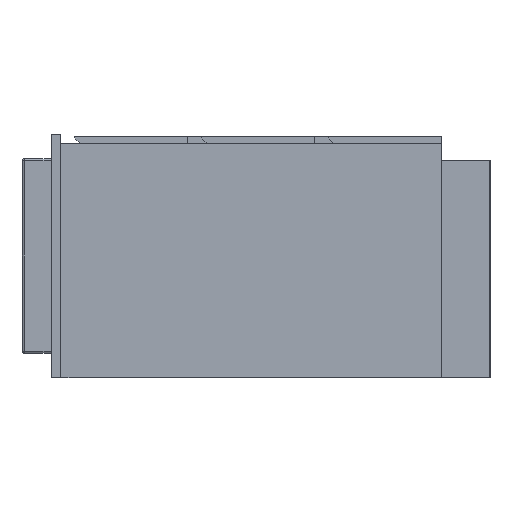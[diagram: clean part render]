
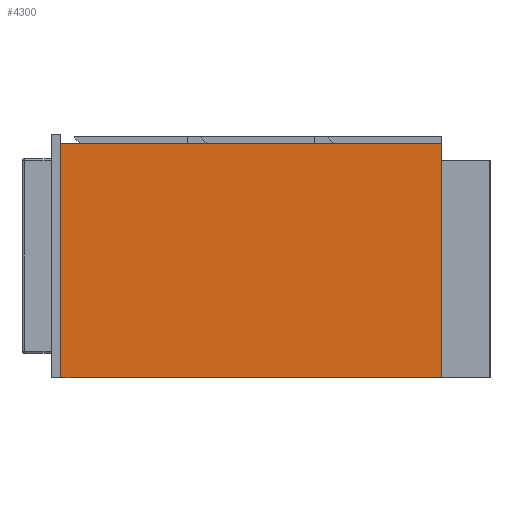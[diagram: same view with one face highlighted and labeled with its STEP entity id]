
A CAD part, left-side view. The second image highlights one B-rep face of the part: STEP entity #4300.
In plain terms, the highlighted planar face has unit normal (-1, 0, 0).
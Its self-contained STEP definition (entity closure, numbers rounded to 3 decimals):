
#347 = CARTESIAN_POINT ( 'NONE',  ( -744., 390., 0. ) ) ;
#532 = PLANE ( 'NONE',  #7134 ) ;
#545 = EDGE_CURVE ( 'NONE', #2928, #6881, #5382, .T. ) ;
#723 = DIRECTION ( 'NONE',  ( 0., 1., 0. ) ) ;
#773 = CARTESIAN_POINT ( 'NONE',  ( -744., -390., 480. ) ) ;
#779 = ORIENTED_EDGE ( 'NONE', *, *, #545, .F. ) ;
#1005 = VECTOR ( 'NONE', #2706, 1000. ) ;
#1328 = FACE_OUTER_BOUND ( 'NONE', #4035, .T. ) ;
#1944 = ORIENTED_EDGE ( 'NONE', *, *, #5668, .T. ) ;
#1990 = VERTEX_POINT ( 'NONE', #2211 ) ;
#2110 = ORIENTED_EDGE ( 'NONE', *, *, #4567, .F. ) ;
#2211 = CARTESIAN_POINT ( 'NONE',  ( -744., 390., 480. ) ) ;
#2229 = DIRECTION ( 'NONE',  ( 0., -1., 0. ) ) ;
#2357 = VECTOR ( 'NONE', #3084, 1000. ) ;
#2519 = LINE ( 'NONE', #6169, #1005 ) ;
#2706 = DIRECTION ( 'NONE',  ( 0., 0., -1. ) ) ;
#2928 = VERTEX_POINT ( 'NONE', #6091 ) ;
#3084 = DIRECTION ( 'NONE',  ( 0., 0., -1. ) ) ;
#3748 = DIRECTION ( 'NONE',  ( 0., 1., 0. ) ) ;
#4035 = EDGE_LOOP ( 'NONE', ( #2110, #779, #1944, #5848 ) ) ;
#4042 = CARTESIAN_POINT ( 'NONE',  ( -744., -390., 0. ) ) ;
#4097 = VECTOR ( 'NONE', #3748, 1000. ) ;
#4235 = CARTESIAN_POINT ( 'NONE',  ( -744., 390., 0. ) ) ;
#4300 = ADVANCED_FACE ( 'NONE', ( #1328 ), #532, .T. ) ;
#4515 = LINE ( 'NONE', #6976, #5685 ) ;
#4567 = EDGE_CURVE ( 'NONE', #6881, #7123, #5623, .T. ) ;
#5382 = LINE ( 'NONE', #773, #2357 ) ;
#5623 = LINE ( 'NONE', #347, #4097 ) ;
#5668 = EDGE_CURVE ( 'NONE', #2928, #1990, #4515, .T. ) ;
#5685 = VECTOR ( 'NONE', #723, 1000. ) ;
#5848 = ORIENTED_EDGE ( 'NONE', *, *, #6868, .T. ) ;
#6091 = CARTESIAN_POINT ( 'NONE',  ( -744., -390., 480. ) ) ;
#6169 = CARTESIAN_POINT ( 'NONE',  ( -744., 390., 480. ) ) ;
#6205 = CARTESIAN_POINT ( 'NONE',  ( -744., 390., 480. ) ) ;
#6858 = DIRECTION ( 'NONE',  ( -1., 0., 0. ) ) ;
#6868 = EDGE_CURVE ( 'NONE', #1990, #7123, #2519, .T. ) ;
#6881 = VERTEX_POINT ( 'NONE', #4042 ) ;
#6976 = CARTESIAN_POINT ( 'NONE',  ( -744., 390., 480. ) ) ;
#7123 = VERTEX_POINT ( 'NONE', #4235 ) ;
#7134 = AXIS2_PLACEMENT_3D ( 'NONE', #6205, #6858, #2229 ) ;
